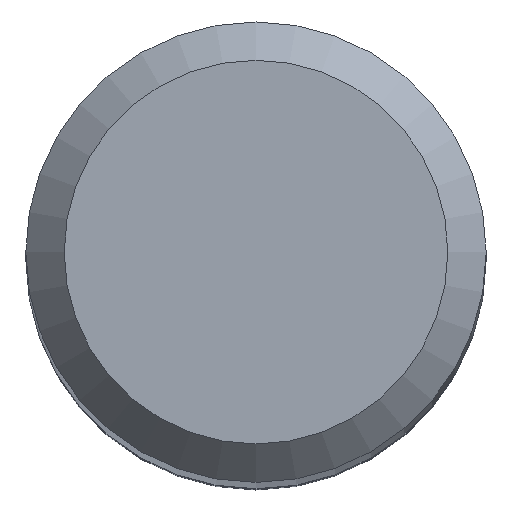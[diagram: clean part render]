
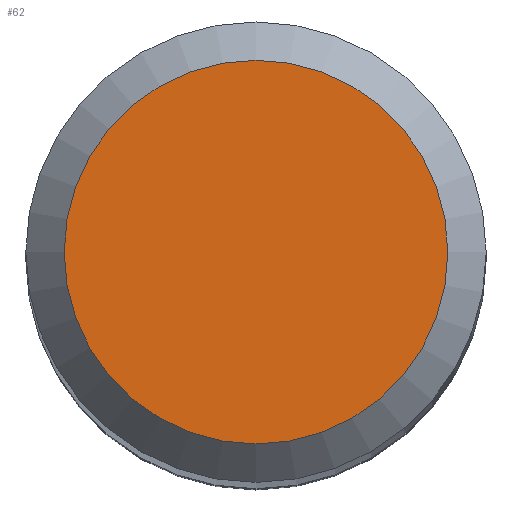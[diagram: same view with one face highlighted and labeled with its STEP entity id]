
A CAD part, top view. The second image highlights one B-rep face of the part: STEP entity #62.
In plain terms, the highlighted planar face has unit normal (0, 0, 1).
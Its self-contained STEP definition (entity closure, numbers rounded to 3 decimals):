
#11 = CARTESIAN_POINT ( 'NONE',  ( 0., 0., 57. ) ) ;
#28 = AXIS2_PLACEMENT_3D ( 'NONE', #11, #223, #239 ) ;
#32 = DIRECTION ( 'NONE',  ( 0., 0., -1. ) ) ;
#54 = CIRCLE ( 'NONE', #63, 2.5 ) ;
#62 = ADVANCED_FACE ( 'NONE', ( #202 ), #167, .F. ) ;
#63 = AXIS2_PLACEMENT_3D ( 'NONE', #204, #32, #68 ) ;
#68 = DIRECTION ( 'NONE',  ( 0., 1., 0. ) ) ;
#90 = EDGE_CURVE ( 'NONE', #158, #158, #54, .T. ) ;
#99 = CARTESIAN_POINT ( 'NONE',  ( 0., 2.5, 57. ) ) ;
#158 = VERTEX_POINT ( 'NONE', #99 ) ;
#167 = PLANE ( 'NONE',  #28 ) ;
#183 = ORIENTED_EDGE ( 'NONE', *, *, #90, .F. ) ;
#202 = FACE_OUTER_BOUND ( 'NONE', #213, .T. ) ;
#204 = CARTESIAN_POINT ( 'NONE',  ( 0., 0., 57. ) ) ;
#213 = EDGE_LOOP ( 'NONE', ( #183 ) ) ;
#223 = DIRECTION ( 'NONE',  ( 0., 0., -1. ) ) ;
#239 = DIRECTION ( 'NONE',  ( 0., 1., 0. ) ) ;
